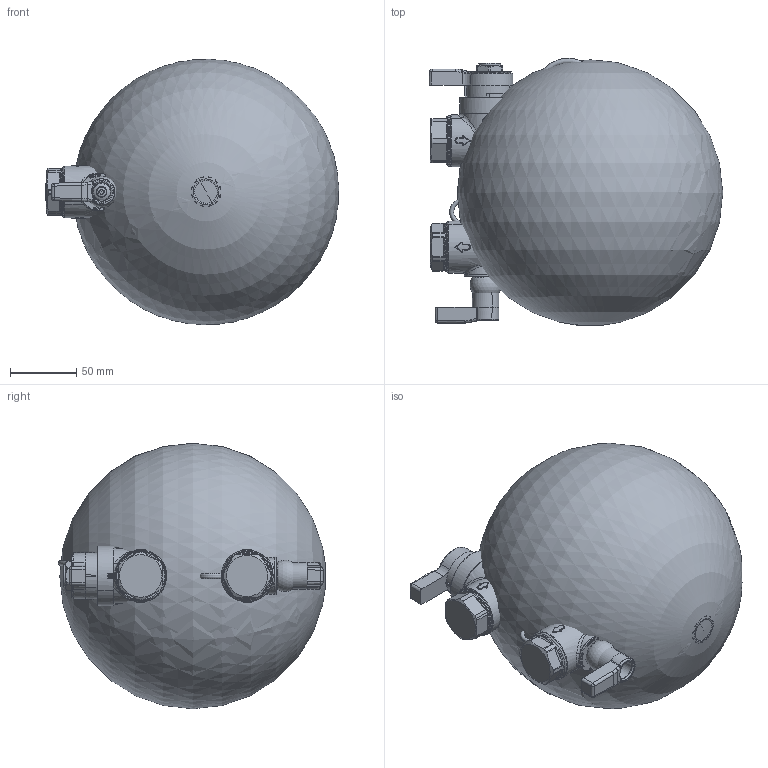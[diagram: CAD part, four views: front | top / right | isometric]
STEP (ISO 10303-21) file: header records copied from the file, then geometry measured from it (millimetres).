
FILE_DESCRIPTION((''),'2;1');
FILE_NAME('149410_H20_SW0001','2017-06-12T',('sparenzan'),(''),'CREO PARAMETRIC BY PTC INC, 2016050','CREO PARAMETRIC BY PTC INC, 2016050','');
FILE_SCHEMA(('CONFIG_CONTROL_DESIGN'));
Products named in the file (1): 149410_H20_SW0001
Bounding box: 220.99 x 201.14 x 199.94 mm (x, y, z)
Surface area: 370441.5 mm2 (no closed solid volume)
Topology: 0 solids, 0 shells, 3021 faces, 13339 edges, 13143 vertices
Faces by surface type: bspline 2794, torus 121, sphere 106
Entity records: 269772 total; most frequent: CARTESIAN_POINT 154624, DIRECTION 16426, TRIMMED_CURVE 14615, VECTOR 13258, LINE 13258, DEFINITIONAL_REPRESENTATION 13048, PCURVE 13048, COMPOSITE_CURVE_SEGMENT 13048
